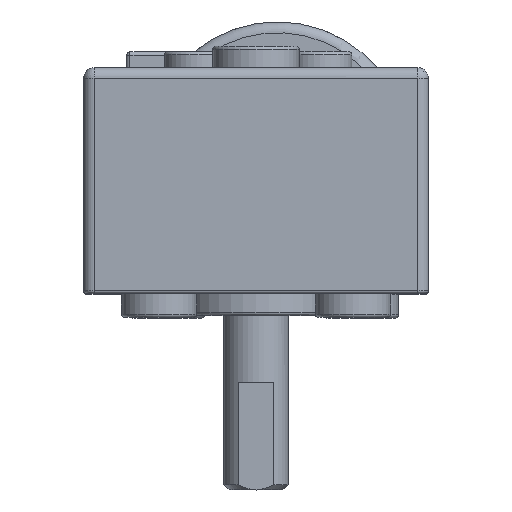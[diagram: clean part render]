
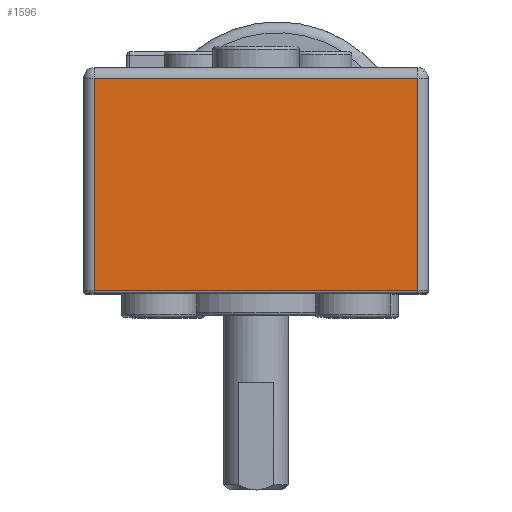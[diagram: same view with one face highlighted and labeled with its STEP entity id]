
A CAD part, top view. The second image highlights one B-rep face of the part: STEP entity #1596.
In plain terms, the highlighted planar face has unit normal (0, 0, 1).
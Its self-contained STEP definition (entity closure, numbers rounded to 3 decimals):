
#1529=CARTESIAN_POINT('',(-15.,0.3,15.));
#1530=VERTEX_POINT('',#1529);
#1540=CARTESIAN_POINT('',(-15.,20.0,15.));
#1541=VERTEX_POINT('',#1540);
#1542=CARTESIAN_POINT('',(-15.,0.3,15.));
#1543=DIRECTION('',(0.0,1.0,0.0));
#1544=VECTOR('',#1543,19.7);
#1545=LINE('',#1542,#1544);
#1546=EDGE_CURVE('',#1530,#1541,#1545,.T.);
#1566=CARTESIAN_POINT('',(16.0,0.0,15.));
#1567=DIRECTION('',(0.0,0.0,1.0));
#1568=DIRECTION('',(1.0,0.0,0.0));
#1569=AXIS2_PLACEMENT_3D('',#1566,#1567,#1568);
#1570=PLANE('',#1569);
#1571=ORIENTED_EDGE('',*,*,#1546,.F.);
#1572=CARTESIAN_POINT('',(15.0,0.3,15.));
#1573=VERTEX_POINT('',#1572);
#1574=CARTESIAN_POINT('',(15.0,0.3,15.));
#1575=DIRECTION('',(-1.0,0.0,0.0));
#1576=VECTOR('',#1575,30.0);
#1577=LINE('',#1574,#1576);
#1578=EDGE_CURVE('',#1573,#1530,#1577,.T.);
#1579=ORIENTED_EDGE('',*,*,#1578,.F.);
#1580=CARTESIAN_POINT('',(15.0,20.0,15.));
#1581=VERTEX_POINT('',#1580);
#1582=CARTESIAN_POINT('',(15.0,20.0,15.));
#1583=DIRECTION('',(0.0,-1.0,0.0));
#1584=VECTOR('',#1583,19.7);
#1585=LINE('',#1582,#1584);
#1586=EDGE_CURVE('',#1581,#1573,#1585,.T.);
#1587=ORIENTED_EDGE('',*,*,#1586,.F.);
#1588=CARTESIAN_POINT('',(-15.,20.0,15.));
#1589=DIRECTION('',(1.0,0.0,0.0));
#1590=VECTOR('',#1589,30.);
#1591=LINE('',#1588,#1590);
#1592=EDGE_CURVE('',#1541,#1581,#1591,.T.);
#1593=ORIENTED_EDGE('',*,*,#1592,.F.);
#1594=EDGE_LOOP('',(#1571,#1579,#1587,#1593));
#1595=FACE_OUTER_BOUND('',#1594,.T.);
#1596=ADVANCED_FACE('',(#1595),#1570,.T.);
